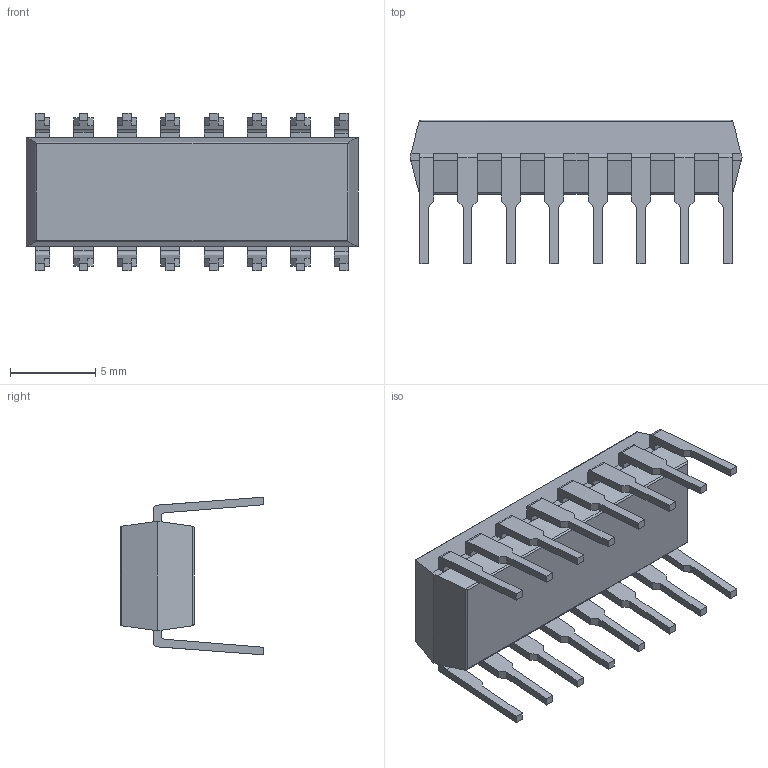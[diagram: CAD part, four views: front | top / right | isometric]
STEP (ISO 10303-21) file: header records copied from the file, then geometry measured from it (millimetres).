
FILE_DESCRIPTION(('STEP AP242'),'1');
FILE_NAME('l293d.stp','2020-11-17T09:12:49',('TraceParts'),('TraceParts S.A.'),'Spatial InterOp 3D',' ',' ');
FILE_SCHEMA(('AP242_MANAGED_MODEL_BASED_3D_ENGINEERING_MIM_LF {1 0 10303 442 1 1 4}'));
Length unit declared in the file: millimetre
Products named in the file (1): l293d
Bounding box: 19.43 x 8.38 x 9.23 mm (x, y, z)
Volume: 537.8 mm3; surface area: 699.9 mm2
Topology: 1 solids, 1 shells, 220 faces, 654 edges, 436 vertices
Faces by surface type: plane 180, cylinder 40
Entity records: 9074 total; most frequent: CARTESIAN_POINT 1311, ORIENTED_EDGE 1308, DIRECTION 1176, EDGE_CURVE 654, LINE 574, VECTOR 574, VERTEX_POINT 436, AXIS2_PLACEMENT_3D 301
